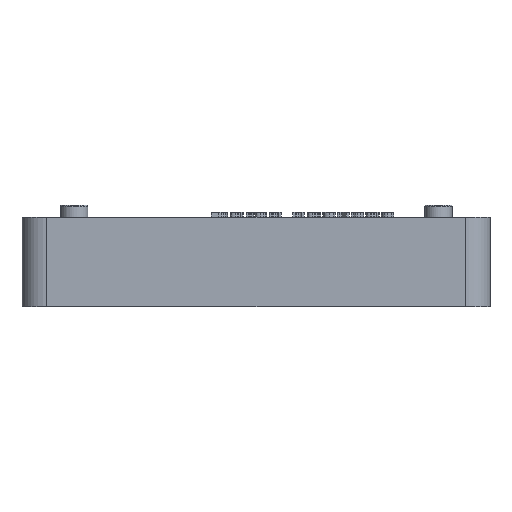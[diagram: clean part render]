
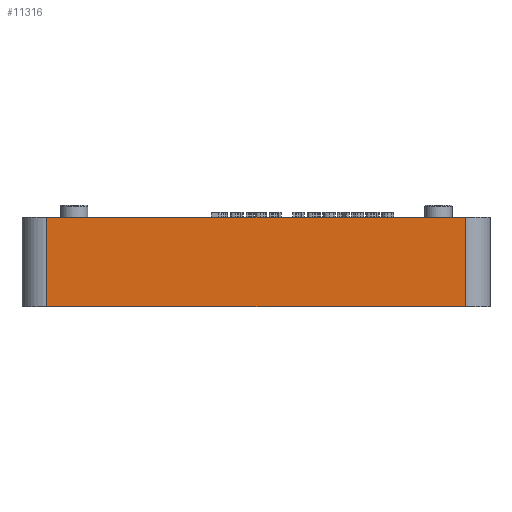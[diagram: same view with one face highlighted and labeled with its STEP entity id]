
A CAD part, front view. The second image highlights one B-rep face of the part: STEP entity #11316.
In plain terms, the highlighted planar face has unit normal (0, -1, 0).
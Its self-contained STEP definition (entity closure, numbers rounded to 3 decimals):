
#1855=FACE_OUTER_BOUND('',#2655,.T.);
#2655=EDGE_LOOP('',(#10031,#10032,#10033,#10034));
#3053=LINE('',#15231,#3968);
#3119=LINE('',#16408,#4034);
#3493=LINE('',#20834,#4408);
#3494=LINE('',#20835,#4409);
#3968=VECTOR('',#13079,10.);
#4034=VECTOR('',#13155,10.);
#4408=VECTOR('',#13727,10.);
#4409=VECTOR('',#13728,10.);
#4920=VERTEX_POINT('',#15228);
#4921=VERTEX_POINT('',#15230);
#5161=VERTEX_POINT('',#16405);
#5162=VERTEX_POINT('',#16407);
#6166=EDGE_CURVE('',#4920,#4921,#3053,.T.);
#6408=EDGE_CURVE('',#5161,#5162,#3119,.T.);
#7062=EDGE_CURVE('',#4921,#5161,#3493,.T.);
#7063=EDGE_CURVE('',#5162,#4920,#3494,.T.);
#10031=ORIENTED_EDGE('',*,*,#7062,.F.);
#10032=ORIENTED_EDGE('',*,*,#6166,.F.);
#10033=ORIENTED_EDGE('',*,*,#7063,.F.);
#10034=ORIENTED_EDGE('',*,*,#6408,.F.);
#10778=PLANE('',#11908);
#11316=ADVANCED_FACE('',(#1855),#10778,.T.);
#11908=AXIS2_PLACEMENT_3D('',#20833,#13725,#13726);
#13079=DIRECTION('',(1.,0.,0.));
#13155=DIRECTION('',(-1.,0.,0.));
#13725=DIRECTION('center_axis',(0.,-1.,0.));
#13726=DIRECTION('ref_axis',(1.,0.,0.));
#13727=DIRECTION('',(0.,0.,-1.));
#13728=DIRECTION('',(0.,0.,1.));
#15228=CARTESIAN_POINT('',(-2.5,-7.5,15.));
#15230=CARTESIAN_POINT('',(81.62,-7.5,15.));
#15231=CARTESIAN_POINT('',(-2.5,-7.5,15.));
#16405=CARTESIAN_POINT('',(81.62,-7.5,-3.));
#16407=CARTESIAN_POINT('',(-2.5,-7.5,-3.));
#16408=CARTESIAN_POINT('',(-2.5,-7.5,-3.));
#20833=CARTESIAN_POINT('Origin',(-2.5,-7.5,0.));
#20834=CARTESIAN_POINT('',(81.62,-7.5,0.));
#20835=CARTESIAN_POINT('',(-2.5,-7.5,0.));
